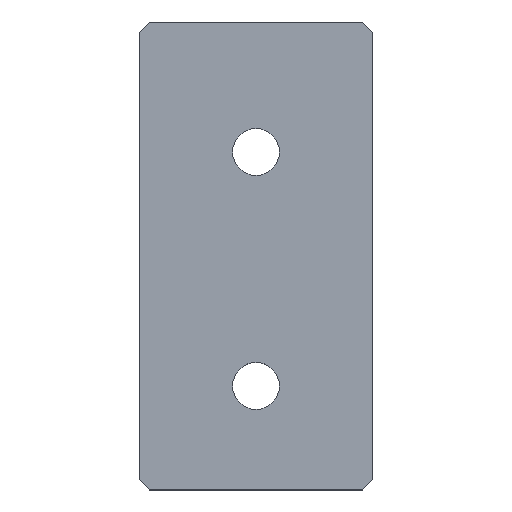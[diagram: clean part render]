
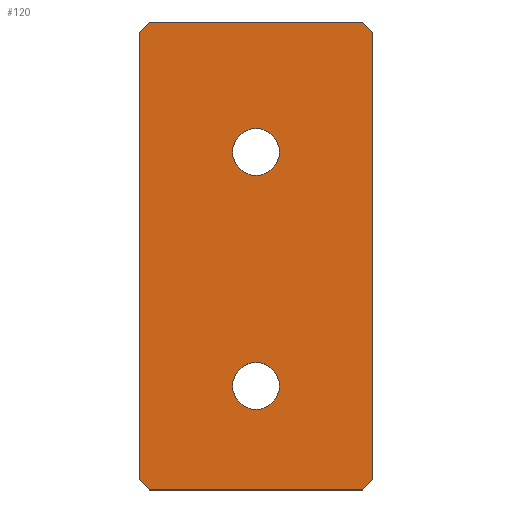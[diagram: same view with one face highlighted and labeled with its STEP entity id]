
A CAD part, top view. The second image highlights one B-rep face of the part: STEP entity #120.
In plain terms, the highlighted planar face has unit normal (0, 0, 1).
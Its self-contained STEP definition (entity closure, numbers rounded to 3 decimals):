
#22 = VERTEX_POINT ( 'NONE', #432 ) ;
#24 = LINE ( 'NONE', #173, #179 ) ;
#26 = EDGE_CURVE ( 'NONE', #269, #276, #109, .T. ) ;
#30 = VECTOR ( 'NONE', #362, 1000. ) ;
#32 = ORIENTED_EDGE ( 'NONE', *, *, #360, .T. ) ;
#34 = ORIENTED_EDGE ( 'NONE', *, *, #181, .F. ) ;
#42 = LINE ( 'NONE', #309, #289 ) ;
#43 = EDGE_CURVE ( 'NONE', #276, #435, #24, .T. ) ;
#44 = CARTESIAN_POINT ( 'NONE',  ( 20.5, 45., 2. ) ) ;
#45 = ORIENTED_EDGE ( 'NONE', *, *, #247, .F. ) ;
#47 = CARTESIAN_POINT ( 'NONE',  ( 0., 0., 2. ) ) ;
#49 = VERTEX_POINT ( 'NONE', #468 ) ;
#52 = DIRECTION ( 'NONE',  ( -1., 0., 0. ) ) ;
#56 = ORIENTED_EDGE ( 'NONE', *, *, #344, .F. ) ;
#79 = CIRCLE ( 'NONE', #346, 4.5 ) ;
#83 = CARTESIAN_POINT ( 'NONE',  ( -4.5, 20., 2. ) ) ;
#91 = CARTESIAN_POINT ( 'NONE',  ( -20.5, -45., 2. ) ) ;
#94 = DIRECTION ( 'NONE',  ( -0.707, -0.707, 0. ) ) ;
#97 = CARTESIAN_POINT ( 'NONE',  ( 20.5, -45., 2. ) ) ;
#98 = EDGE_LOOP ( 'NONE', ( #34, #45 ) ) ;
#103 = DIRECTION ( 'NONE',  ( 1., 0., 0. ) ) ;
#105 = LINE ( 'NONE', #386, #331 ) ;
#109 = LINE ( 'NONE', #401, #379 ) ;
#110 = DIRECTION ( 'NONE',  ( -1., 0., 0. ) ) ;
#115 = PLANE ( 'NONE',  #306 ) ;
#120 = ADVANCED_FACE ( 'NONE', ( #225, #291, #163 ), #115, .F. ) ;
#121 = ORIENTED_EDGE ( 'NONE', *, *, #26, .T. ) ;
#124 = EDGE_LOOP ( 'NONE', ( #480, #32, #182, #121, #343, #477, #441, #334 ) ) ;
#127 = DIRECTION ( 'NONE',  ( 1., 0., 0. ) ) ;
#133 = CARTESIAN_POINT ( 'NONE',  ( -20.5, 45., 2. ) ) ;
#134 = AXIS2_PLACEMENT_3D ( 'NONE', #392, #424, #103 ) ;
#137 = EDGE_CURVE ( 'NONE', #49, #269, #223, .T. ) ;
#146 = CARTESIAN_POINT ( 'NONE',  ( -22.5, -45., 2. ) ) ;
#163 = FACE_OUTER_BOUND ( 'NONE', #124, .T. ) ;
#170 = VERTEX_POINT ( 'NONE', #83 ) ;
#172 = EDGE_CURVE ( 'NONE', #357, #22, #42, .T. ) ;
#173 = CARTESIAN_POINT ( 'NONE',  ( 22.5, -45., 2. ) ) ;
#177 = CARTESIAN_POINT ( 'NONE',  ( 4.5, -25., 2. ) ) ;
#178 = CARTESIAN_POINT ( 'NONE',  ( 4.5, 20., 2. ) ) ;
#179 = VECTOR ( 'NONE', #312, 1000. ) ;
#181 = EDGE_CURVE ( 'NONE', #359, #425, #224, .T. ) ;
#182 = ORIENTED_EDGE ( 'NONE', *, *, #137, .T. ) ;
#189 = AXIS2_PLACEMENT_3D ( 'NONE', #215, #388, #313 ) ;
#190 = CIRCLE ( 'NONE', #189, 4.5 ) ;
#205 = LINE ( 'NONE', #91, #265 ) ;
#215 = CARTESIAN_POINT ( 'NONE',  ( 0., 20., 2. ) ) ;
#220 = VERTEX_POINT ( 'NONE', #133 ) ;
#223 = LINE ( 'NONE', #146, #30 ) ;
#224 = CIRCLE ( 'NONE', #134, 4.5 ) ;
#225 = FACE_BOUND ( 'NONE', #321, .T. ) ;
#234 = LINE ( 'NONE', #44, #409 ) ;
#245 = CARTESIAN_POINT ( 'NONE',  ( 0., -25., 2. ) ) ;
#247 = EDGE_CURVE ( 'NONE', #425, #359, #404, .T. ) ;
#265 = VECTOR ( 'NONE', #426, 1000. ) ;
#269 = VERTEX_POINT ( 'NONE', #97 ) ;
#270 = EDGE_CURVE ( 'NONE', #475, #170, #190, .T. ) ;
#276 = VERTEX_POINT ( 'NONE', #354 ) ;
#281 = LINE ( 'NONE', #421, #363 ) ;
#289 = VECTOR ( 'NONE', #431, 1000. ) ;
#291 = FACE_BOUND ( 'NONE', #98, .T. ) ;
#298 = ORIENTED_EDGE ( 'NONE', *, *, #270, .F. ) ;
#301 = VERTEX_POINT ( 'NONE', #381 ) ;
#306 = AXIS2_PLACEMENT_3D ( 'NONE', #47, #408, #110 ) ;
#309 = CARTESIAN_POINT ( 'NONE',  ( -22.5, -45., 2. ) ) ;
#311 = DIRECTION ( 'NONE',  ( 0., 0., 1. ) ) ;
#312 = DIRECTION ( 'NONE',  ( 0., 1., 0. ) ) ;
#313 = DIRECTION ( 'NONE',  ( 1., 0., 0. ) ) ;
#321 = EDGE_LOOP ( 'NONE', ( #298, #56 ) ) ;
#331 = VECTOR ( 'NONE', #52, 1000. ) ;
#334 = ORIENTED_EDGE ( 'NONE', *, *, #352, .T. ) ;
#337 = DIRECTION ( 'NONE',  ( -0.707, 0.707, 0. ) ) ;
#343 = ORIENTED_EDGE ( 'NONE', *, *, #43, .T. ) ;
#344 = EDGE_CURVE ( 'NONE', #170, #475, #79, .T. ) ;
#346 = AXIS2_PLACEMENT_3D ( 'NONE', #394, #467, #127 ) ;
#350 = DIRECTION ( 'NONE',  ( 0.707, 0.707, 0. ) ) ;
#351 = DIRECTION ( 'NONE',  ( 1., 0., 0. ) ) ;
#352 = EDGE_CURVE ( 'NONE', #220, #357, #281, .T. ) ;
#354 = CARTESIAN_POINT ( 'NONE',  ( 22.5, -43., 2. ) ) ;
#357 = VERTEX_POINT ( 'NONE', #465 ) ;
#359 = VERTEX_POINT ( 'NONE', #177 ) ;
#360 = EDGE_CURVE ( 'NONE', #22, #49, #205, .T. ) ;
#362 = DIRECTION ( 'NONE',  ( 1., 0., 0. ) ) ;
#363 = VECTOR ( 'NONE', #94, 1000. ) ;
#379 = VECTOR ( 'NONE', #350, 1000. ) ;
#381 = CARTESIAN_POINT ( 'NONE',  ( 20.5, 45., 2. ) ) ;
#386 = CARTESIAN_POINT ( 'NONE',  ( -22.5, 45., 2. ) ) ;
#388 = DIRECTION ( 'NONE',  ( 0., 0., 1. ) ) ;
#392 = CARTESIAN_POINT ( 'NONE',  ( 0., -25., 2. ) ) ;
#394 = CARTESIAN_POINT ( 'NONE',  ( 0., 20., 2. ) ) ;
#396 = CARTESIAN_POINT ( 'NONE',  ( 22.5, 43., 2. ) ) ;
#401 = CARTESIAN_POINT ( 'NONE',  ( 22.5, -43., 2. ) ) ;
#404 = CIRCLE ( 'NONE', #406, 4.5 ) ;
#405 = EDGE_CURVE ( 'NONE', #301, #220, #105, .T. ) ;
#406 = AXIS2_PLACEMENT_3D ( 'NONE', #245, #311, #351 ) ;
#408 = DIRECTION ( 'NONE',  ( 0., 0., -1. ) ) ;
#409 = VECTOR ( 'NONE', #337, 1000. ) ;
#421 = CARTESIAN_POINT ( 'NONE',  ( -22.5, 43., 2. ) ) ;
#424 = DIRECTION ( 'NONE',  ( 0., 0., 1. ) ) ;
#425 = VERTEX_POINT ( 'NONE', #456 ) ;
#426 = DIRECTION ( 'NONE',  ( 0.707, -0.707, 0. ) ) ;
#431 = DIRECTION ( 'NONE',  ( 0., -1., 0. ) ) ;
#432 = CARTESIAN_POINT ( 'NONE',  ( -22.5, -43., 2. ) ) ;
#435 = VERTEX_POINT ( 'NONE', #396 ) ;
#441 = ORIENTED_EDGE ( 'NONE', *, *, #405, .T. ) ;
#452 = EDGE_CURVE ( 'NONE', #435, #301, #234, .T. ) ;
#456 = CARTESIAN_POINT ( 'NONE',  ( -4.5, -25., 2. ) ) ;
#465 = CARTESIAN_POINT ( 'NONE',  ( -22.5, 43., 2. ) ) ;
#467 = DIRECTION ( 'NONE',  ( 0., 0., 1. ) ) ;
#468 = CARTESIAN_POINT ( 'NONE',  ( -20.5, -45., 2. ) ) ;
#475 = VERTEX_POINT ( 'NONE', #178 ) ;
#477 = ORIENTED_EDGE ( 'NONE', *, *, #452, .T. ) ;
#480 = ORIENTED_EDGE ( 'NONE', *, *, #172, .T. ) ;
